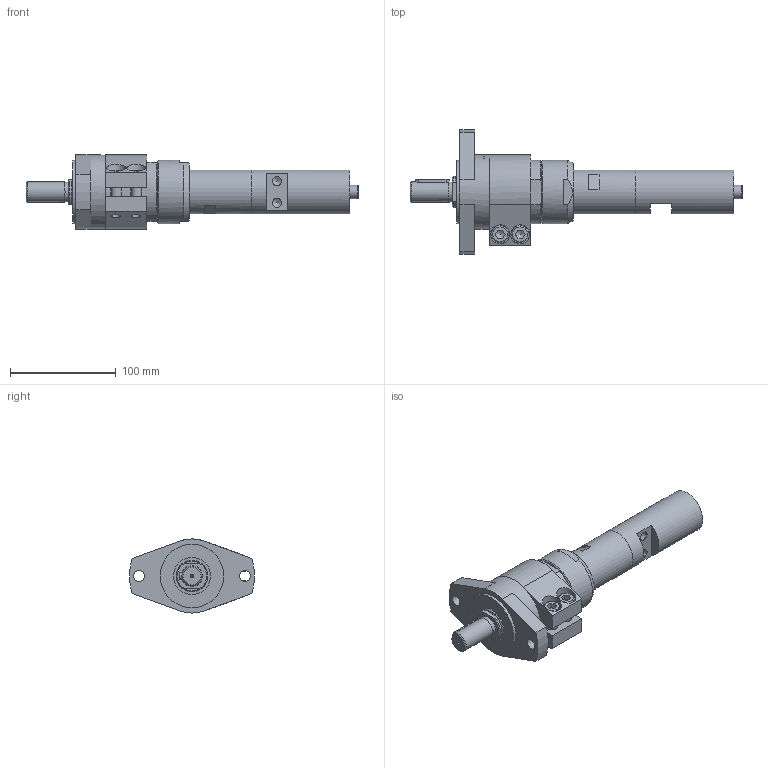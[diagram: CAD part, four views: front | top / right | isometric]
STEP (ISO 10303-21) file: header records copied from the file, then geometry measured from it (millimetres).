
FILE_DESCRIPTION((''),'2;1');
FILE_NAME('MUB 23-70 F100_60032605.stp','2013-03-04T18:02:51',('ibasyouni'),(''),'Autodesk Inventor 2012','Autodesk Inventor 2012','');
FILE_SCHEMA(('AUTOMOTIVE_DESIGN { 1 0 10303 214 1 1 1 1 }'));
Length unit declared in the file: millimetre
Products named in the file (1): MUB 23-70 F100_60032605
Bounding box: 313.5 x 118 x 70 mm (x, y, z)
Volume: 643514.1 mm3; surface area: 76923.2 mm2
Topology: 1 solids, 2 shells, 164 faces, 393 edges, 257 vertices
Faces by surface type: plane 94, cylinder 45, cone 20, torus 5
Full cylindrical faces by diameter (mm): 1.6 x1, 8.376 x2, 8.566 x2, 10 x2, 10.3 x2, 10.5 x2, 13 x1, 16 x2, 18 x2, 18.8 x1, 19 x1, 20 x1, 29.95 x1, 35 x1, 39 x1, 39.5 x1, 41.5 x2, 42 x1, 55.16 x1, 60 x3, 70 x1
Entity records: 4561 total; most frequent: CARTESIAN_POINT 863, DIRECTION 738, ORIENTED_EDGE 642, EDGE_CURVE 321, AXIS2_PLACEMENT_3D 296, EDGE_LOOP 248, VERTEX_POINT 235, FACE_OUTER_BOUND 164
